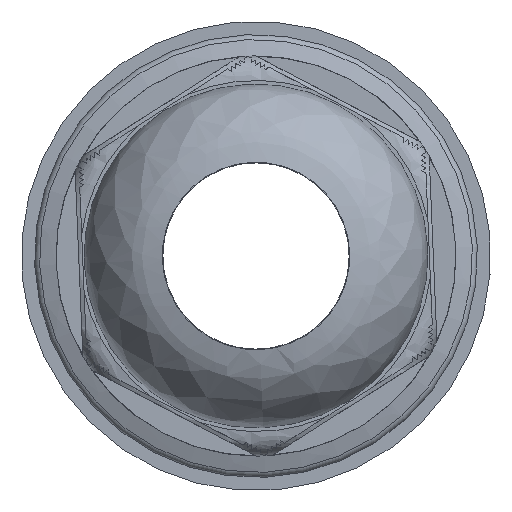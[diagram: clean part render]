
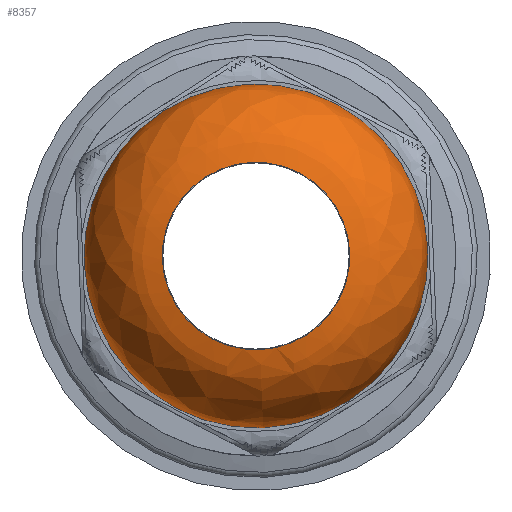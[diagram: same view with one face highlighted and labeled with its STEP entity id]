
A CAD part, left-side view. The second image highlights one B-rep face of the part: STEP entity #8357.
In plain terms, the highlighted free-form (B-spline) face has degree [2, 2] with [3, 9] control points.
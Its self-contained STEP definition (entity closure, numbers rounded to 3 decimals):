
#204=(
BOUNDED_CURVE()
B_SPLINE_CURVE(2,(#16806,#16807,#16808),.UNSPECIFIED.,.F.,.F.)
B_SPLINE_CURVE_WITH_KNOTS((3,3),(-1.417,0.),.UNSPECIFIED.)
CURVE()
GEOMETRIC_REPRESENTATION_ITEM()
RATIONAL_B_SPLINE_CURVE((1.,0.759,1.))
REPRESENTATION_ITEM('')
);
#207=(
BOUNDED_SURFACE()
B_SPLINE_SURFACE(2,2,((#16779,#16780,#16781,#16782,#16783,#16784,#16785,
#16786,#16787),(#16788,#16789,#16790,#16791,#16792,#16793,#16794,#16795,
#16796),(#16797,#16798,#16799,#16800,#16801,#16802,#16803,#16804,#16805)),
 .UNSPECIFIED.,.F.,.T.,.F.)
B_SPLINE_SURFACE_WITH_KNOTS((3,3),(3,2,2,2,3),(0.,1.417),(-3.142,
-1.571,0.,1.571,3.142),.UNSPECIFIED.)
GEOMETRIC_REPRESENTATION_ITEM()
RATIONAL_B_SPLINE_SURFACE(((1.,0.707,1.,0.707,1.,
0.707,1.,0.707,1.),(0.759,0.537,
0.759,0.537,0.759,0.537,0.759,
0.537,0.759),(1.,0.707,1.,0.707,
1.,0.707,1.,0.707,1.)))
REPRESENTATION_ITEM('')
SURFACE()
);
#413=CIRCLE('',#8980,6.35);
#414=CIRCLE('',#8981,6.35);
#445=CIRCLE('',#9141,11.65);
#446=CIRCLE('',#9142,11.65);
#1172=FACE_OUTER_BOUND('',#1652,.T.);
#1652=EDGE_LOOP('',(#6971,#6972,#6973,#6974,#6975,#6976));
#3793=VERTEX_POINT('',#16429);
#3794=VERTEX_POINT('',#16430);
#3875=VERTEX_POINT('',#16773);
#3876=VERTEX_POINT('',#16774);
#4799=EDGE_CURVE('',#3793,#3794,#413,.T.);
#4800=EDGE_CURVE('',#3794,#3793,#414,.T.);
#4962=EDGE_CURVE('',#3875,#3876,#445,.T.);
#4963=EDGE_CURVE('',#3876,#3875,#446,.T.);
#4964=EDGE_CURVE('',#3794,#3876,#204,.T.);
#6971=ORIENTED_EDGE('',*,*,#4799,.T.);
#6972=ORIENTED_EDGE('',*,*,#4964,.T.);
#6973=ORIENTED_EDGE('',*,*,#4962,.F.);
#6974=ORIENTED_EDGE('',*,*,#4963,.F.);
#6975=ORIENTED_EDGE('',*,*,#4964,.F.);
#6976=ORIENTED_EDGE('',*,*,#4800,.T.);
#8357=ADVANCED_FACE('',(#1172),#207,.F.);
#8980=AXIS2_PLACEMENT_3D('',#16431,#10530,#10531);
#8981=AXIS2_PLACEMENT_3D('',#16432,#10532,#10533);
#9141=AXIS2_PLACEMENT_3D('',#16775,#10929,#10930);
#9142=AXIS2_PLACEMENT_3D('',#16776,#10931,#10932);
#10530=DIRECTION('center_axis',(0.,0.,-1.));
#10531=DIRECTION('ref_axis',(-1.,0.,0.));
#10532=DIRECTION('center_axis',(0.,0.,-1.));
#10533=DIRECTION('ref_axis',(-1.,0.,0.));
#10929=DIRECTION('center_axis',(0.,0.,-1.));
#10930=DIRECTION('ref_axis',(-1.,0.,0.));
#10931=DIRECTION('center_axis',(0.,0.,-1.));
#10932=DIRECTION('ref_axis',(-1.,0.,0.));
#16429=CARTESIAN_POINT('',(6.35,0.,6.186));
#16430=CARTESIAN_POINT('',(-6.35,0.,6.186));
#16431=CARTESIAN_POINT('Origin',(0.,0.,6.186));
#16432=CARTESIAN_POINT('Origin',(0.,0.,6.186));
#16773=CARTESIAN_POINT('',(11.65,0.,0.));
#16774=CARTESIAN_POINT('',(-11.65,0.,0.));
#16775=CARTESIAN_POINT('Origin',(0.,0.,0.));
#16776=CARTESIAN_POINT('Origin',(0.,0.,0.));
#16779=CARTESIAN_POINT('Ctrl Pts',(-11.65,0.,0.));
#16780=CARTESIAN_POINT('Ctrl Pts',(-11.65,-11.65,0.));
#16781=CARTESIAN_POINT('Ctrl Pts',(0.,-11.65,0.));
#16782=CARTESIAN_POINT('Ctrl Pts',(11.65,-11.65,0.));
#16783=CARTESIAN_POINT('Ctrl Pts',(11.65,0.,0.));
#16784=CARTESIAN_POINT('Ctrl Pts',(11.65,11.65,0.));
#16785=CARTESIAN_POINT('Ctrl Pts',(0.,11.65,0.));
#16786=CARTESIAN_POINT('Ctrl Pts',(-11.65,11.65,0.));
#16787=CARTESIAN_POINT('Ctrl Pts',(-11.65,0.,0.));
#16788=CARTESIAN_POINT('Ctrl Pts',(-11.65,0.,5.363));
#16789=CARTESIAN_POINT('Ctrl Pts',(-11.65,-11.65,5.363));
#16790=CARTESIAN_POINT('Ctrl Pts',(0.,-11.65,5.363));
#16791=CARTESIAN_POINT('Ctrl Pts',(11.65,-11.65,5.363));
#16792=CARTESIAN_POINT('Ctrl Pts',(11.65,0.,5.363));
#16793=CARTESIAN_POINT('Ctrl Pts',(11.65,11.65,5.363));
#16794=CARTESIAN_POINT('Ctrl Pts',(0.,11.65,5.363));
#16795=CARTESIAN_POINT('Ctrl Pts',(-11.65,11.65,5.363));
#16796=CARTESIAN_POINT('Ctrl Pts',(-11.65,0.,5.363));
#16797=CARTESIAN_POINT('Ctrl Pts',(-6.35,0.,6.186));
#16798=CARTESIAN_POINT('Ctrl Pts',(-6.35,-6.35,6.186));
#16799=CARTESIAN_POINT('Ctrl Pts',(0.,-6.35,6.186));
#16800=CARTESIAN_POINT('Ctrl Pts',(6.35,-6.35,6.186));
#16801=CARTESIAN_POINT('Ctrl Pts',(6.35,0.,6.186));
#16802=CARTESIAN_POINT('Ctrl Pts',(6.35,6.35,6.186));
#16803=CARTESIAN_POINT('Ctrl Pts',(0.,6.35,6.186));
#16804=CARTESIAN_POINT('Ctrl Pts',(-6.35,6.35,6.186));
#16805=CARTESIAN_POINT('Ctrl Pts',(-6.35,0.,6.186));
#16806=CARTESIAN_POINT('Ctrl Pts',(-6.35,0.,6.186));
#16807=CARTESIAN_POINT('Ctrl Pts',(-11.65,0.,5.363));
#16808=CARTESIAN_POINT('Ctrl Pts',(-11.65,0.,0.));
